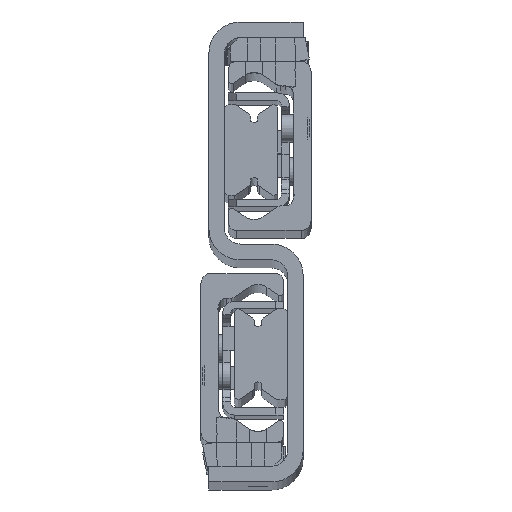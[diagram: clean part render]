
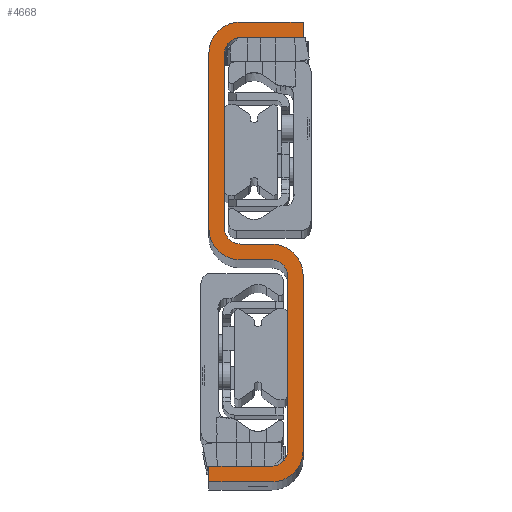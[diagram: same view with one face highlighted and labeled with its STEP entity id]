
A CAD part, top view. The second image highlights one B-rep face of the part: STEP entity #4668.
In plain terms, the highlighted planar face has unit normal (0, 0, 1).
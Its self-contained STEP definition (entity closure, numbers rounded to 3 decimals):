
#3694=CARTESIAN_POINT('',(24.,117.,1170.0));
#3695=VERTEX_POINT('',#3694);
#3696=CARTESIAN_POINT('',(24.,113.0,1170.0));
#3697=VERTEX_POINT('',#3696);
#3698=CARTESIAN_POINT('',(24.,117.,1170.0));
#3699=DIRECTION('',(0.0,-1.0,0.0));
#3700=VECTOR('',#3699,4.);
#3701=LINE('',#3698,#3700);
#3702=EDGE_CURVE('',#3695,#3697,#3701,.T.);
#3734=CARTESIAN_POINT('',(8.,113.0,1170.0));
#3735=VERTEX_POINT('',#3734);
#3736=CARTESIAN_POINT('',(24.,113.0,1170.0));
#3737=DIRECTION('',(-1.0,0.0,0.0));
#3738=VECTOR('',#3737,16.);
#3739=LINE('',#3736,#3738);
#3740=EDGE_CURVE('',#3697,#3735,#3739,.T.);
#3792=CARTESIAN_POINT('',(4.,109.,1170.0));
#3793=VERTEX_POINT('',#3792);
#3794=CARTESIAN_POINT('',(8.,109.,1170.0));
#3795=DIRECTION('',(0.0,0.0,1.0));
#3796=DIRECTION('',(0.0,-1.0,0.0));
#3797=AXIS2_PLACEMENT_3D('',#3794,#3795,#3796);
#3798=CIRCLE('',#3797,4.0);
#3799=EDGE_CURVE('',#3735,#3793,#3798,.T.);
#3825=CARTESIAN_POINT('',(4.,64.5,1170.0));
#3826=VERTEX_POINT('',#3825);
#3827=CARTESIAN_POINT('',(4.,109.,1170.0));
#3828=DIRECTION('',(0.0,-1.0,0.0));
#3829=VECTOR('',#3828,44.5);
#3830=LINE('',#3827,#3829);
#3831=EDGE_CURVE('',#3793,#3826,#3830,.T.);
#3901=CARTESIAN_POINT('',(8.,60.5,1170.0));
#3902=VERTEX_POINT('',#3901);
#3903=CARTESIAN_POINT('',(8.,64.5,1170.0));
#3904=DIRECTION('',(0.0,0.0,1.0));
#3905=DIRECTION('',(1.0,0.0,0.0));
#3906=AXIS2_PLACEMENT_3D('',#3903,#3904,#3905);
#3907=CIRCLE('',#3906,4.0);
#3908=EDGE_CURVE('',#3826,#3902,#3907,.T.);
#3934=CARTESIAN_POINT('',(16.,60.5,1170.0));
#3935=VERTEX_POINT('',#3934);
#3936=CARTESIAN_POINT('',(8.,60.5,1170.0));
#3937=DIRECTION('',(1.0,0.0,0.0));
#3938=VECTOR('',#3937,8.);
#3939=LINE('',#3936,#3938);
#3940=EDGE_CURVE('',#3902,#3935,#3939,.T.);
#3965=CARTESIAN_POINT('',(24.,52.5,1170.0));
#3966=VERTEX_POINT('',#3965);
#3967=CARTESIAN_POINT('',(16.,52.5,1170.0));
#3968=DIRECTION('',(0.0,0.0,-1.0));
#3969=DIRECTION('',(1.0,0.0,0.0));
#3970=AXIS2_PLACEMENT_3D('',#3967,#3968,#3969);
#3971=CIRCLE('',#3970,8.0);
#3972=EDGE_CURVE('',#3935,#3966,#3971,.T.);
#3998=CARTESIAN_POINT('',(24.,8.,1170.0));
#3999=VERTEX_POINT('',#3998);
#4000=CARTESIAN_POINT('',(24.,52.5,1170.0));
#4001=DIRECTION('',(0.0,-1.0,0.0));
#4002=VECTOR('',#4001,44.5);
#4003=LINE('',#4000,#4002);
#4004=EDGE_CURVE('',#3966,#3999,#4003,.T.);
#4074=CARTESIAN_POINT('',(16.0,0.,1170.0));
#4075=VERTEX_POINT('',#4074);
#4076=CARTESIAN_POINT('',(16.,8.,1170.0));
#4077=DIRECTION('',(0.0,0.0,-1.0));
#4078=DIRECTION('',(0.,-1.,0.0));
#4079=AXIS2_PLACEMENT_3D('',#4076,#4077,#4078);
#4080=CIRCLE('',#4079,8.0);
#4081=EDGE_CURVE('',#3999,#4075,#4080,.T.);
#4107=CARTESIAN_POINT('',(0.0,0.,1170.0));
#4108=VERTEX_POINT('',#4107);
#4109=CARTESIAN_POINT('',(16.0,0.,1170.0));
#4110=DIRECTION('',(-1.0,0.0,0.0));
#4111=VECTOR('',#4110,16.0);
#4112=LINE('',#4109,#4111);
#4113=EDGE_CURVE('',#4075,#4108,#4112,.T.);
#4165=CARTESIAN_POINT('',(0.0,4.0,1170.0));
#4166=VERTEX_POINT('',#4165);
#4167=CARTESIAN_POINT('',(0.0,0.,1170.0));
#4168=DIRECTION('',(0.0,1.0,0.0));
#4169=VECTOR('',#4168,4.);
#4170=LINE('',#4167,#4169);
#4171=EDGE_CURVE('',#4108,#4166,#4170,.T.);
#4196=CARTESIAN_POINT('',(16.,4.,1170.0));
#4197=VERTEX_POINT('',#4196);
#4198=CARTESIAN_POINT('',(0.0,4.0,1170.0));
#4199=DIRECTION('',(1.0,0.0,0.0));
#4200=VECTOR('',#4199,16.);
#4201=LINE('',#4198,#4200);
#4202=EDGE_CURVE('',#4166,#4197,#4201,.T.);
#4254=CARTESIAN_POINT('',(20.,8.,1170.0));
#4255=VERTEX_POINT('',#4254);
#4256=CARTESIAN_POINT('',(16.,8.,1170.0));
#4257=DIRECTION('',(0.0,0.0,1.0));
#4258=DIRECTION('',(0.0,1.0,0.0));
#4259=AXIS2_PLACEMENT_3D('',#4256,#4257,#4258);
#4260=CIRCLE('',#4259,4.0);
#4261=EDGE_CURVE('',#4197,#4255,#4260,.T.);
#4287=CARTESIAN_POINT('',(20.,52.5,1170.0));
#4288=VERTEX_POINT('',#4287);
#4289=CARTESIAN_POINT('',(20.,8.0,1170.0));
#4290=DIRECTION('',(0.0,1.0,0.0));
#4291=VECTOR('',#4290,44.5);
#4292=LINE('',#4289,#4291);
#4293=EDGE_CURVE('',#4255,#4288,#4292,.T.);
#4363=CARTESIAN_POINT('',(16.,56.5,1170.0));
#4364=VERTEX_POINT('',#4363);
#4365=CARTESIAN_POINT('',(16.,52.5,1170.0));
#4366=DIRECTION('',(0.0,0.0,1.0));
#4367=DIRECTION('',(-1.0,0.0,0.0));
#4368=AXIS2_PLACEMENT_3D('',#4365,#4366,#4367);
#4369=CIRCLE('',#4368,4.0);
#4370=EDGE_CURVE('',#4288,#4364,#4369,.T.);
#4396=CARTESIAN_POINT('',(8.0,56.5,1170.0));
#4397=VERTEX_POINT('',#4396);
#4398=CARTESIAN_POINT('',(16.,56.5,1170.0));
#4399=DIRECTION('',(-1.0,0.0,0.0));
#4400=VECTOR('',#4399,8.);
#4401=LINE('',#4398,#4400);
#4402=EDGE_CURVE('',#4364,#4397,#4401,.T.);
#4427=CARTESIAN_POINT('',(0.0,64.5,1170.0));
#4428=VERTEX_POINT('',#4427);
#4429=CARTESIAN_POINT('',(8.0,64.5,1170.0));
#4430=DIRECTION('',(0.0,0.0,-1.0));
#4431=DIRECTION('',(-1.0,0.0,0.0));
#4432=AXIS2_PLACEMENT_3D('',#4429,#4430,#4431);
#4433=CIRCLE('',#4432,8.0);
#4434=EDGE_CURVE('',#4397,#4428,#4433,.T.);
#4460=CARTESIAN_POINT('',(0.0,109.0,1170.0));
#4461=VERTEX_POINT('',#4460);
#4462=CARTESIAN_POINT('',(0.0,64.5,1170.0));
#4463=DIRECTION('',(0.0,1.0,0.0));
#4464=VECTOR('',#4463,44.5);
#4465=LINE('',#4462,#4464);
#4466=EDGE_CURVE('',#4428,#4461,#4465,.T.);
#4536=CARTESIAN_POINT('',(8.0,117.,1170.0));
#4537=VERTEX_POINT('',#4536);
#4538=CARTESIAN_POINT('',(8.0,109.0,1170.0));
#4539=DIRECTION('',(0.0,0.0,-1.0));
#4540=DIRECTION('',(0.0,1.0,0.0));
#4541=AXIS2_PLACEMENT_3D('',#4538,#4539,#4540);
#4542=CIRCLE('',#4541,8.0);
#4543=EDGE_CURVE('',#4461,#4537,#4542,.T.);
#4569=CARTESIAN_POINT('',(8.0,117.,1170.0));
#4570=DIRECTION('',(1.0,0.0,0.0));
#4571=VECTOR('',#4570,16.);
#4572=LINE('',#4569,#4571);
#4573=EDGE_CURVE('',#4537,#3695,#4572,.T.);
#4641=CARTESIAN_POINT('',(12.,58.5,1170.0));
#4642=DIRECTION('',(0.0,0.0,1.0));
#4643=DIRECTION('',(1.0,0.0,0.0));
#4644=AXIS2_PLACEMENT_3D('',#4641,#4642,#4643);
#4645=PLANE('',#4644);
#4646=ORIENTED_EDGE('',*,*,#3702,.F.);
#4647=ORIENTED_EDGE('',*,*,#4573,.F.);
#4648=ORIENTED_EDGE('',*,*,#4543,.F.);
#4649=ORIENTED_EDGE('',*,*,#4466,.F.);
#4650=ORIENTED_EDGE('',*,*,#4434,.F.);
#4651=ORIENTED_EDGE('',*,*,#4402,.F.);
#4652=ORIENTED_EDGE('',*,*,#4370,.F.);
#4653=ORIENTED_EDGE('',*,*,#4293,.F.);
#4654=ORIENTED_EDGE('',*,*,#4261,.F.);
#4655=ORIENTED_EDGE('',*,*,#4202,.F.);
#4656=ORIENTED_EDGE('',*,*,#4171,.F.);
#4657=ORIENTED_EDGE('',*,*,#4113,.F.);
#4658=ORIENTED_EDGE('',*,*,#4081,.F.);
#4659=ORIENTED_EDGE('',*,*,#4004,.F.);
#4660=ORIENTED_EDGE('',*,*,#3972,.F.);
#4661=ORIENTED_EDGE('',*,*,#3940,.F.);
#4662=ORIENTED_EDGE('',*,*,#3908,.F.);
#4663=ORIENTED_EDGE('',*,*,#3831,.F.);
#4664=ORIENTED_EDGE('',*,*,#3799,.F.);
#4665=ORIENTED_EDGE('',*,*,#3740,.F.);
#4666=EDGE_LOOP('',(#4646,#4647,#4648,#4649,#4650,#4651,#4652,#4653,#4654,#4655,#4656,#4657,#4658,#4659,#4660,#4661,#4662,#4663,#4664,#4665));
#4667=FACE_OUTER_BOUND('',#4666,.T.);
#4668=ADVANCED_FACE('',(#4667),#4645,.T.);
